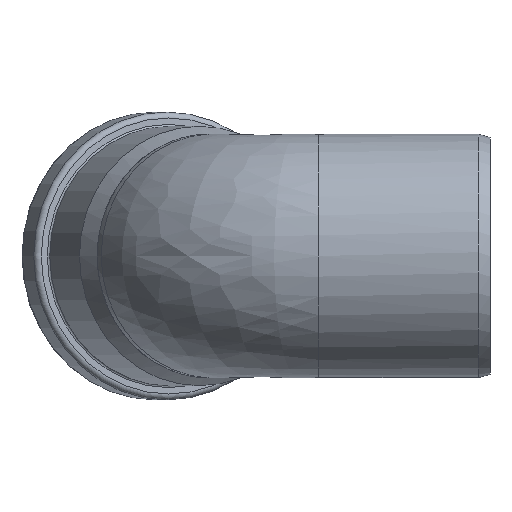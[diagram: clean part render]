
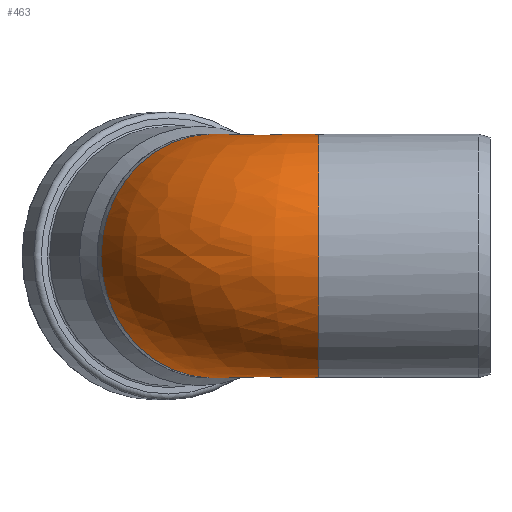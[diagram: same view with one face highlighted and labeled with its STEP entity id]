
A CAD part, left-side view. The second image highlights one B-rep face of the part: STEP entity #463.
In plain terms, the highlighted free-form (B-spline) face has degree [2, 2] with [9, 3] control points.
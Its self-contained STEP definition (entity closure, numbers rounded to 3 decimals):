
#47=(
BOUNDED_SURFACE()
B_SPLINE_SURFACE(2,2,((#835,#836,#837),(#838,#839,#840),(#841,#842,#843),
(#844,#845,#846),(#847,#848,#849),(#850,#851,#852),(#853,#854,#855),(#856,
#857,#858),(#859,#860,#861)),.UNSPECIFIED.,.F.,.F.,.F.)
B_SPLINE_SURFACE_WITH_KNOTS((3,2,2,2,3),(3,3),(-2.721,-1.361,
0.,1.361,2.721),(0.,
1.178),.UNSPECIFIED.)
GEOMETRIC_REPRESENTATION_ITEM()
RATIONAL_B_SPLINE_SURFACE(((1.,0.831,1.),(0.777,
0.646,0.777),(1.,0.831,1.),(0.777,
0.646,0.777),(1.,0.831,1.),(0.777,
0.646,0.777),(1.,0.831,1.),(0.777,
0.646,0.777),(1.,0.831,1.)))
REPRESENTATION_ITEM('')
SURFACE()
);
#51=B_SPLINE_CURVE_WITH_KNOTS('',3,(#805,#806,#807,#808,#809,#810,#811,
#812,#813,#814,#815,#816,#817),.UNSPECIFIED.,.F.,.F.,(4,3,3,3,4),(-0.001,
0.053,0.08,0.106,0.16),
 .UNSPECIFIED.);
#52=B_SPLINE_CURVE_WITH_KNOTS('',3,(#821,#822,#823,#824,#825,#826,#827,
#828,#829,#830,#831,#832,#833),.UNSPECIFIED.,.F.,.F.,(4,3,3,3,4),(-0.001,
0.054,0.08,0.106,0.16),
 .UNSPECIFIED.);
#97=FACE_OUTER_BOUND('',#142,.T.);
#142=EDGE_LOOP('',(#364,#365,#366,#367));
#226=CIRCLE('',#512,62.55);
#227=CIRCLE('',#513,62.55);
#269=VERTEX_POINT('',#803);
#270=VERTEX_POINT('',#804);
#271=VERTEX_POINT('',#818);
#272=VERTEX_POINT('',#820);
#313=EDGE_CURVE('',#269,#270,#51,.T.);
#315=EDGE_CURVE('',#272,#271,#52,.T.);
#317=EDGE_CURVE('',#271,#269,#226,.T.);
#318=EDGE_CURVE('',#272,#270,#227,.T.);
#364=ORIENTED_EDGE('',*,*,#315,.T.);
#365=ORIENTED_EDGE('',*,*,#317,.T.);
#366=ORIENTED_EDGE('',*,*,#313,.T.);
#367=ORIENTED_EDGE('',*,*,#318,.F.);
#463=ADVANCED_FACE('',(#97),#47,.F.);
#512=AXIS2_PLACEMENT_3D('',#862,#605,#606);
#513=AXIS2_PLACEMENT_3D('',#863,#607,#608);
#605=DIRECTION('center_axis',(0.,1.,0.));
#606=DIRECTION('ref_axis',(1.,0.,0.));
#607=DIRECTION('center_axis',(0.924,0.383,0.));
#608=DIRECTION('ref_axis',(0.383,-0.924,0.));
#803=CARTESIAN_POINT('',(57.081,87.945,25.578));
#804=CARTESIAN_POINT('',(57.926,89.21,25.578));
#805=CARTESIAN_POINT('Ctrl Pts',(57.081,87.945,25.578));
#806=CARTESIAN_POINT('Ctrl Pts',(57.091,88.122,25.557));
#807=CARTESIAN_POINT('Ctrl Pts',(57.132,88.296,25.542));
#808=CARTESIAN_POINT('Ctrl Pts',(57.204,88.46,25.534));
#809=CARTESIAN_POINT('Ctrl Pts',(57.239,88.541,25.53));
#810=CARTESIAN_POINT('Ctrl Pts',(57.281,88.619,25.528));
#811=CARTESIAN_POINT('Ctrl Pts',(57.331,88.693,25.528));
#812=CARTESIAN_POINT('Ctrl Pts',(57.379,88.765,25.528));
#813=CARTESIAN_POINT('Ctrl Pts',(57.433,88.833,25.53));
#814=CARTESIAN_POINT('Ctrl Pts',(57.493,88.895,25.534));
#815=CARTESIAN_POINT('Ctrl Pts',(57.618,89.026,25.541));
#816=CARTESIAN_POINT('Ctrl Pts',(57.765,89.132,25.556));
#817=CARTESIAN_POINT('Ctrl Pts',(57.926,89.21,25.578));
#818=CARTESIAN_POINT('',(57.081,87.945,-25.578));
#820=CARTESIAN_POINT('',(57.926,89.21,-25.578));
#821=CARTESIAN_POINT('Ctrl Pts',(57.926,89.21,-25.578));
#822=CARTESIAN_POINT('Ctrl Pts',(57.765,89.132,-25.556));
#823=CARTESIAN_POINT('Ctrl Pts',(57.618,89.026,-25.541));
#824=CARTESIAN_POINT('Ctrl Pts',(57.493,88.895,-25.534));
#825=CARTESIAN_POINT('Ctrl Pts',(57.433,88.833,-25.53));
#826=CARTESIAN_POINT('Ctrl Pts',(57.379,88.765,-25.528));
#827=CARTESIAN_POINT('Ctrl Pts',(57.331,88.693,-25.528));
#828=CARTESIAN_POINT('Ctrl Pts',(57.281,88.619,-25.528));
#829=CARTESIAN_POINT('Ctrl Pts',(57.239,88.541,-25.53));
#830=CARTESIAN_POINT('Ctrl Pts',(57.204,88.46,-25.534));
#831=CARTESIAN_POINT('Ctrl Pts',(57.132,88.296,-25.542));
#832=CARTESIAN_POINT('Ctrl Pts',(57.091,88.122,-25.557));
#833=CARTESIAN_POINT('Ctrl Pts',(57.081,87.945,-25.578));
#835=CARTESIAN_POINT('Ctrl Pts',(57.104,87.945,25.526));
#836=CARTESIAN_POINT('Ctrl Pts',(57.104,88.844,25.526));
#837=CARTESIAN_POINT('Ctrl Pts',(57.935,89.188,25.526));
#838=CARTESIAN_POINT('Ctrl Pts',(36.449,87.945,71.733));
#839=CARTESIAN_POINT('Ctrl Pts',(36.449,102.645,71.733));
#840=CARTESIAN_POINT('Ctrl Pts',(50.031,108.271,71.733));
#841=CARTESIAN_POINT('Ctrl Pts',(-13.05,87.945,61.173));
#842=CARTESIAN_POINT('Ctrl Pts',(-13.05,135.72,61.173));
#843=CARTESIAN_POINT('Ctrl Pts',(31.088,154.003,61.173));
#844=CARTESIAN_POINT('Ctrl Pts',(-62.55,87.945,50.614));
#845=CARTESIAN_POINT('Ctrl Pts',(-62.55,168.795,50.614));
#846=CARTESIAN_POINT('Ctrl Pts',(12.145,199.734,50.614));
#847=CARTESIAN_POINT('Ctrl Pts',(-62.55,87.945,0.));
#848=CARTESIAN_POINT('Ctrl Pts',(-62.55,168.795,0.));
#849=CARTESIAN_POINT('Ctrl Pts',(12.145,199.734,0.));
#850=CARTESIAN_POINT('Ctrl Pts',(-62.55,87.945,-50.614));
#851=CARTESIAN_POINT('Ctrl Pts',(-62.55,168.795,-50.614));
#852=CARTESIAN_POINT('Ctrl Pts',(12.145,199.734,-50.614));
#853=CARTESIAN_POINT('Ctrl Pts',(-13.05,87.945,-61.173));
#854=CARTESIAN_POINT('Ctrl Pts',(-13.05,135.72,-61.173));
#855=CARTESIAN_POINT('Ctrl Pts',(31.088,154.003,-61.173));
#856=CARTESIAN_POINT('Ctrl Pts',(36.449,87.945,-71.733));
#857=CARTESIAN_POINT('Ctrl Pts',(36.449,102.645,-71.733));
#858=CARTESIAN_POINT('Ctrl Pts',(50.031,108.271,-71.733));
#859=CARTESIAN_POINT('Ctrl Pts',(57.104,87.945,-25.526));
#860=CARTESIAN_POINT('Ctrl Pts',(57.104,88.844,-25.526));
#861=CARTESIAN_POINT('Ctrl Pts',(57.935,89.188,-25.526));
#862=CARTESIAN_POINT('Origin',(0.,87.945,0.));
#863=CARTESIAN_POINT('Origin',(36.082,141.946,0.));
